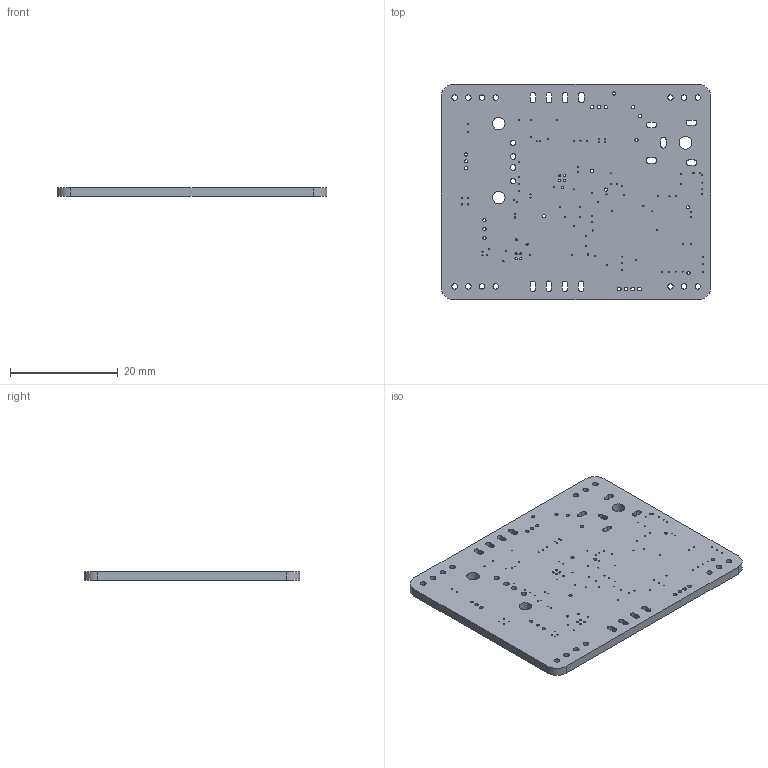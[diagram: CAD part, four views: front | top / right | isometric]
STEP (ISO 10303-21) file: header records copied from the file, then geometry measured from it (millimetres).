
FILE_DESCRIPTION(('FreeCAD Model'),'2;1');
FILE_NAME('power.step', '2017-01-03T14:11:28',('Author'),(''), 'Open CASCADE STEP processor 6.8','FreeCAD','Unknown');
FILE_SCHEMA(('AUTOMOTIVE_DESIGN_CC2 { 1 2 10303 214 -1 1 5 4 }'));
Length unit declared in the file: millimetre
Products named in the file (1): Pcb
Bounding box: 50 x 40 x 1.6 mm (x, y, z)
Volume: 3093 mm3; surface area: 4565.2 mm2
Topology: 1 solids, 1 shells, 235 faces, 699 edges, 466 vertices
Faces by surface type: cylinder 203, plane 32
Full cylindrical faces by diameter (mm): 0.2 x93, 0.4 x11, 0.6 x18, 0.7 x4, 1.001 x4, 1.016 x14, 2.301 x2, 2.4 x1
Entity records: 19033 total; most frequent: CARTESIAN_POINT 5287, DIRECTION 2517, ORIENTED_EDGE 1398, PCURVE 1398, DEFINITIONAL_REPRESENTATION 1398, LINE 1233, VECTOR 1233, EDGE_CURVE 699
